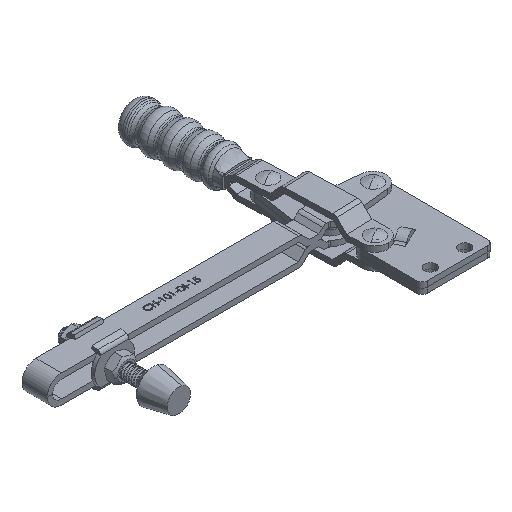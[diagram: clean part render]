
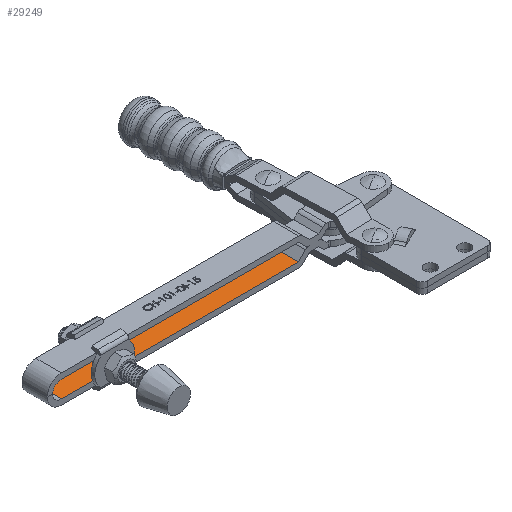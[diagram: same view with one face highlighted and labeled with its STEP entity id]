
A CAD part, isometric view. The second image highlights one B-rep face of the part: STEP entity #29249.
In plain terms, the highlighted face is planar.
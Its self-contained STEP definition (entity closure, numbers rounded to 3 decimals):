
#2099 = DIRECTION ( 'NONE',  ( -1., 0., 0. ) ) ;
#2358 = VERTEX_POINT ( 'NONE', #21991 ) ;
#2389 = LINE ( 'NONE', #28400, #8828 ) ;
#4858 = CARTESIAN_POINT ( 'NONE',  ( -186.308, 10.708, 2.997 ) ) ;
#4860 = CARTESIAN_POINT ( 'NONE',  ( -55.308, 10.708, 20. ) ) ;
#4938 = DIRECTION ( 'NONE',  ( 0., 0., -1. ) ) ;
#6091 = EDGE_CURVE ( 'NONE', #25654, #15285, #28622, .T. ) ;
#8769 = EDGE_LOOP ( 'NONE', ( #31831, #28727, #26510, #35352 ) ) ;
#8828 = VECTOR ( 'NONE', #25792, 1000. ) ;
#9453 = PLANE ( 'NONE',  #24213 ) ;
#9690 = DIRECTION ( 'NONE',  ( 0., 1., 0. ) ) ;
#11024 = FACE_OUTER_BOUND ( 'NONE', #8769, .T. ) ;
#12618 = VERTEX_POINT ( 'NONE', #22153 ) ;
#12663 = LINE ( 'NONE', #29321, #19064 ) ;
#15285 = VERTEX_POINT ( 'NONE', #32283 ) ;
#15729 = EDGE_CURVE ( 'NONE', #12618, #25654, #23579, .T. ) ;
#19064 = VECTOR ( 'NONE', #4938, 1000. ) ;
#19643 = CARTESIAN_POINT ( 'NONE',  ( -55.308, 10.708, 2.997 ) ) ;
#21332 = VECTOR ( 'NONE', #2099, 1000. ) ;
#21991 = CARTESIAN_POINT ( 'NONE',  ( -186.308, 10.708, 16.997 ) ) ;
#22153 = CARTESIAN_POINT ( 'NONE',  ( -55.308, 10.708, 16.997 ) ) ;
#23579 = LINE ( 'NONE', #4860, #24436 ) ;
#24213 = AXIS2_PLACEMENT_3D ( 'NONE', #26087, #9690, #28813 ) ;
#24436 = VECTOR ( 'NONE', #26529, 1000. ) ;
#25654 = VERTEX_POINT ( 'NONE', #19643 ) ;
#25792 = DIRECTION ( 'NONE',  ( 1., 0., 0. ) ) ;
#26087 = CARTESIAN_POINT ( 'NONE',  ( -186.308, 10.708, 20. ) ) ;
#26510 = ORIENTED_EDGE ( 'NONE', *, *, #15729, .F. ) ;
#26529 = DIRECTION ( 'NONE',  ( 0., 0., -1. ) ) ;
#28400 = CARTESIAN_POINT ( 'NONE',  ( -186.308, 10.708, 16.997 ) ) ;
#28622 = LINE ( 'NONE', #4858, #21332 ) ;
#28727 = ORIENTED_EDGE ( 'NONE', *, *, #6091, .F. ) ;
#28813 = DIRECTION ( 'NONE',  ( 1., 0., 0. ) ) ;
#29249 = ADVANCED_FACE ( 'NONE', ( #11024 ), #9453, .F. ) ;
#29321 = CARTESIAN_POINT ( 'NONE',  ( -186.308, 10.708, 20. ) ) ;
#30427 = EDGE_CURVE ( 'NONE', #2358, #12618, #2389, .T. ) ;
#30667 = EDGE_CURVE ( 'NONE', #2358, #15285, #12663, .T. ) ;
#31831 = ORIENTED_EDGE ( 'NONE', *, *, #30667, .T. ) ;
#32283 = CARTESIAN_POINT ( 'NONE',  ( -186.308, 10.708, 2.997 ) ) ;
#35352 = ORIENTED_EDGE ( 'NONE', *, *, #30427, .F. ) ;
